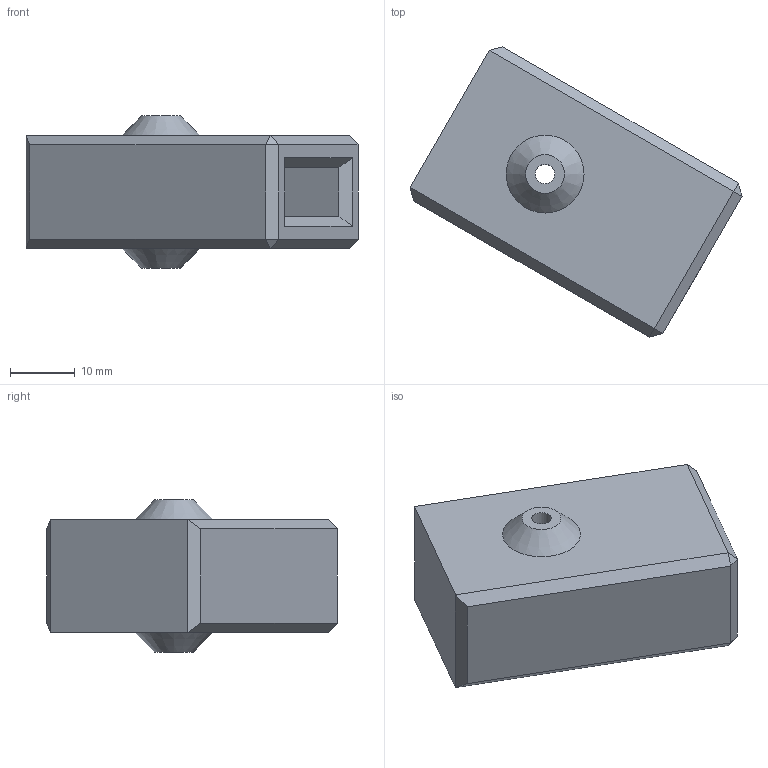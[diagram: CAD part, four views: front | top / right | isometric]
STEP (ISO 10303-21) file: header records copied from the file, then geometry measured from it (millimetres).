
FILE_DESCRIPTION(/* description */ (''),/* implementation_level */ '2;1');
FILE_NAME(/* name */ 'Drilling jig.step',/* time_stamp */ '2025-07-27T22:49:06+02:00',/* author */ (''),/* organization */ (''),/* preprocessor_version */ 'ST-DEVELOPER v20.1',/* originating_system */ 'Autodesk Translation Framework v14.10.0.0',/* authorisation */ '');
FILE_SCHEMA (('AUTOMOTIVE_DESIGN { 1 0 10303 214 3 1 1 }'));
Length unit declared in the file: millimetre
Products named in the file (3): LED-Sablona; nosilec trojni; sablona za vrtat
Assembly tree (2 placements, depth 2):
  LED-Sablona
    nosilec trojni
    sablona za vrtat
Bounding box: 51.16 x 44.72 x 23.5 mm (x, y, z)
Volume: 15991.2 mm3; surface area: 6969.2 mm2
Topology: 1 solids, 1 shells, 36 faces, 73 edges, 42 vertices
Faces by surface type: plane 32, cone 2, cylinder 2
Full cylindrical faces by diameter (mm): 3 x2
Entity records: 1018 total; most frequent: DIRECTION 163, CARTESIAN_POINT 156, ORIENTED_EDGE 146, EDGE_CURVE 73, LINE 65, VECTOR 65, AXIS2_PLACEMENT_3D 49, EDGE_LOOP 43
